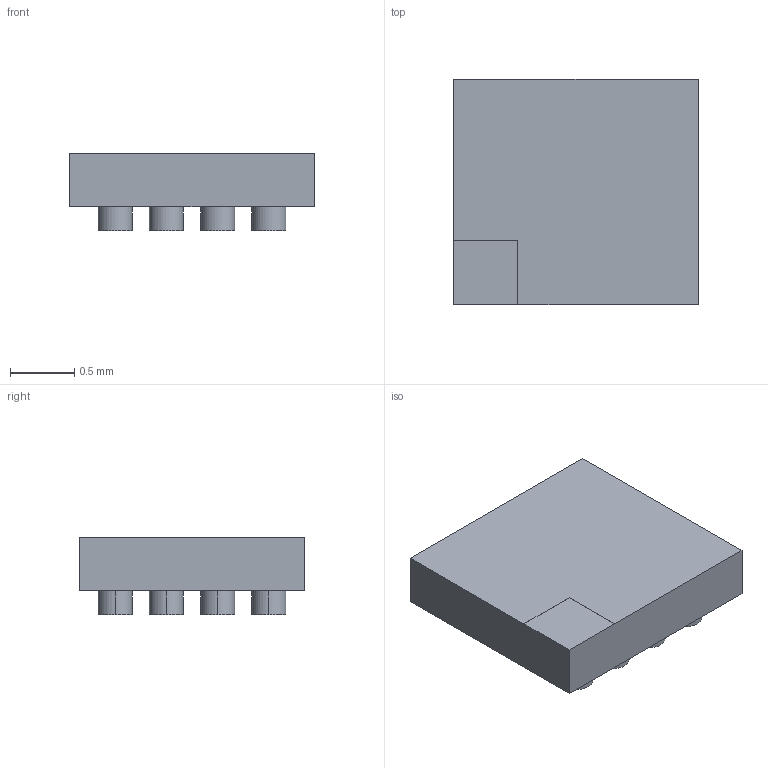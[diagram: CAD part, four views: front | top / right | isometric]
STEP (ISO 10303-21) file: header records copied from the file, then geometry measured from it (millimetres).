
FILE_DESCRIPTION (( 'STEP AP203' ), '1' );
FILE_NAME ('TI_LM5113T-BGA12.STEP', '2016-09-02T17:14:21', ( '' ), ( '' ), 'SwSTEP 2.0', 'SolidWorks 2016', '' );
FILE_SCHEMA (( 'CONFIG_CONTROL_DESIGN' ));
Length unit declared in the file: metre
Products named in the file (1): TI_LM5113T-BGA12
Bounding box: 1.91 x 1.76 x 0.6 mm (x, y, z)
Volume: 1.5 mm3; surface area: 11.6 mm2
Topology: 1 solids, 1 shells, 45 faces, 93 edges, 62 vertices
Faces by surface type: cylinder 24, plane 21
Entity records: 1292 total; most frequent: DIRECTION 233, CARTESIAN_POINT 201, ORIENTED_EDGE 186, AXIS2_PLACEMENT_3D 94, EDGE_CURVE 93, VERTEX_POINT 62, EDGE_LOOP 57, CIRCLE 48
